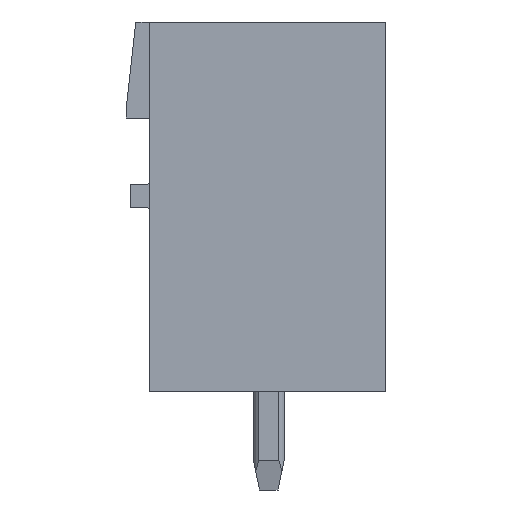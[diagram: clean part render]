
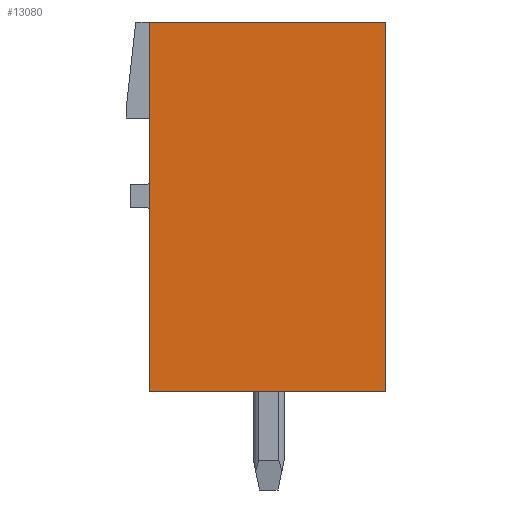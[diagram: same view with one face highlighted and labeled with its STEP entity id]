
A CAD part, left-side view. The second image highlights one B-rep face of the part: STEP entity #13080.
In plain terms, the highlighted planar face has unit normal (-1, 0, 0).
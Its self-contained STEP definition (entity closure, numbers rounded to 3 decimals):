
#13072=AXIS2_PLACEMENT_3D('Plane Axis2P3D',#13069,#13070,#13071) ;
#49=CARTESIAN_POINT('Vertex',(0.,0.,15.2)) ;
#52=CARTESIAN_POINT('Line Origine',(0.,0.,9.2)) ;
#56=CARTESIAN_POINT('Vertex',(0.,0.,3.2)) ;
#115=CARTESIAN_POINT('Vertex',(0.,7.68,15.2)) ;
#118=CARTESIAN_POINT('Line Origine',(0.,3.84,15.2)) ;
#2845=CARTESIAN_POINT('Vertex',(0.,7.68,3.2)) ;
#2848=CARTESIAN_POINT('Line Origine',(0.,7.68,9.2)) ;
#3158=CARTESIAN_POINT('Line Origine',(0.,3.84,3.2)) ;
#13069=CARTESIAN_POINT('Axis2P3D Location',(0.,0.,0.)) ;
#53=DIRECTION('Vector Direction',(0.,0.,-1.)) ;
#119=DIRECTION('Vector Direction',(0.,-1.,0.)) ;
#2849=DIRECTION('Vector Direction',(0.,0.,-1.)) ;
#3159=DIRECTION('Vector Direction',(0.,1.,0.)) ;
#13070=DIRECTION('Axis2P3D Direction',(-1.,0.,0.)) ;
#13071=DIRECTION('Axis2P3D XDirection',(0.,0.,1.)) ;
#54=VECTOR('Line Direction',#53,1.) ;
#120=VECTOR('Line Direction',#119,1.) ;
#2850=VECTOR('Line Direction',#2849,1.) ;
#3160=VECTOR('Line Direction',#3159,1.) ;
#13075=ORIENTED_EDGE('',*,*,#122,.T.) ;
#13076=ORIENTED_EDGE('',*,*,#2852,.T.) ;
#13077=ORIENTED_EDGE('',*,*,#3162,.T.) ;
#13078=ORIENTED_EDGE('',*,*,#58,.T.) ;
#13080=ADVANCED_FACE('HOUSING',(#13079),#13073,.T.) ;
#58=EDGE_CURVE('',#57,#50,#55,.F.) ;
#122=EDGE_CURVE('',#50,#116,#121,.F.) ;
#2852=EDGE_CURVE('',#116,#2846,#2851,.T.) ;
#3162=EDGE_CURVE('',#2846,#57,#3161,.F.) ;
#13074=EDGE_LOOP('',(#13075,#13076,#13077,#13078)) ;
#13079=FACE_OUTER_BOUND('',#13074,.T.) ;
#55=LINE('Line',#52,#54) ;
#121=LINE('Line',#118,#120) ;
#2851=LINE('Line',#2848,#2850) ;
#3161=LINE('Line',#3158,#3160) ;
#13073=PLANE('',#13072) ;
#50=VERTEX_POINT('',#49) ;
#57=VERTEX_POINT('',#56) ;
#116=VERTEX_POINT('',#115) ;
#2846=VERTEX_POINT('',#2845) ;
